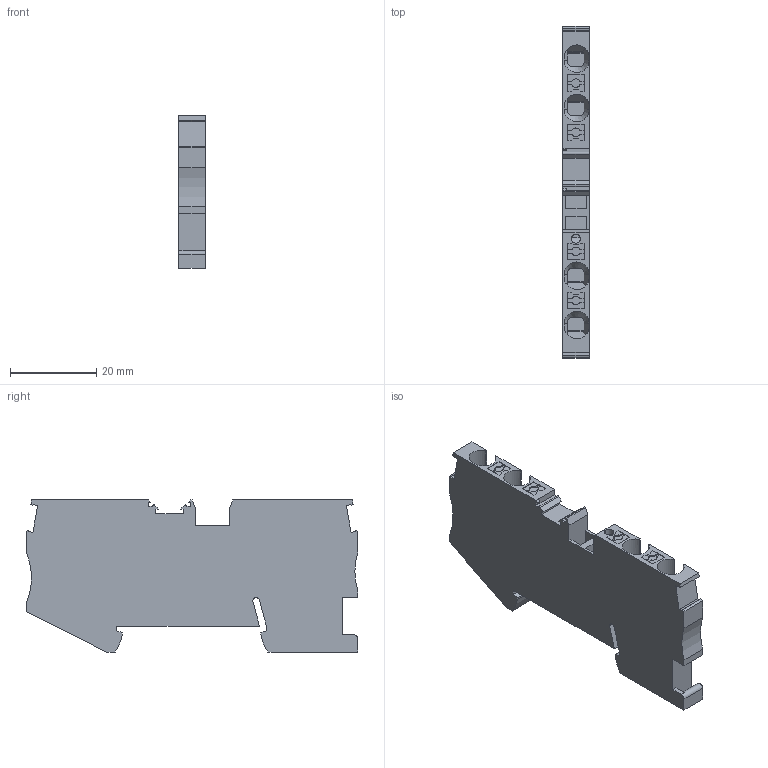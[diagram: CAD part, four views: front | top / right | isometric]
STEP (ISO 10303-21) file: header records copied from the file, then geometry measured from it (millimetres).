
FILE_DESCRIPTION(('Creo Elements/Direct Modeling STEP Export'),'2;1');
FILE_NAME('model.stp','2020-11-20T 0:18:02',(''),(''),'Creo Elements/Direct Modeling STEP processor for AP214 (Solid Model)','Creo Elements/Direct Modeling 20.1A 29-Sep-2018 (C) Parametric Technology GmbH','');
FILE_SCHEMA(('AUTOMOTIVE_DESIGN { 1 0 10303 214 1 1 1 1 }'));
Length unit declared in the file: millimetre
Products named in the file (2): PT_4_QUATTRO_DIO_1N_5408_L_R-select
Assembly tree (1 placements, depth 2):
  PT_4_QUATTRO_DIO_1N_5408_L_R-select
    PT_4_QUATTRO_DIO_1N_5408_L_R-select
Bounding box: 6.15 x 76.9 x 35.25 mm (x, y, z)
Volume: 12087.6 mm3; surface area: 7721.3 mm2
Topology: 1 solids, 1 shells, 251 faces, 716 edges, 472 vertices
Faces by surface type: plane 203, cylinder 38, cone 4, bspline 4, torus 2
Entity records: 16279 total; most frequent: CARTESIAN_POINT 7593, ORIENTED_EDGE 1432, DIRECTION 1290, EDGE_CURVE 716, VECTOR 580, LINE 580, VERTEX_POINT 472, AXIS2_PLACEMENT_3D 355
